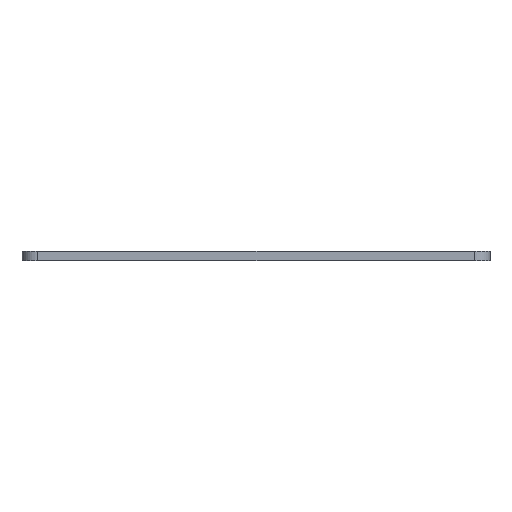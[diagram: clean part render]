
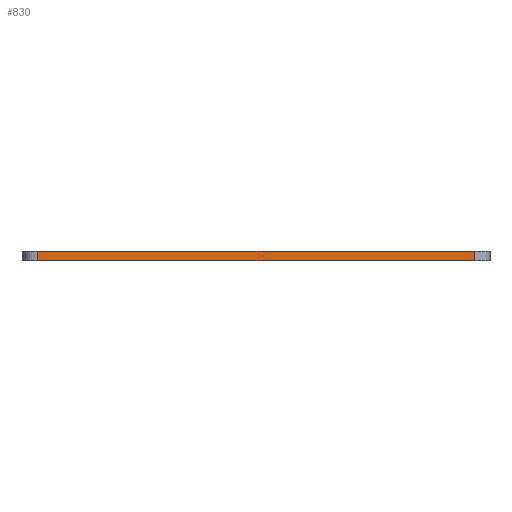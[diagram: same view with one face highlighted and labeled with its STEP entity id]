
A CAD part, left-side view. The second image highlights one B-rep face of the part: STEP entity #830.
In plain terms, the highlighted planar face has unit normal (-1, 0, 0).
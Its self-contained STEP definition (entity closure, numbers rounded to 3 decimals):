
#49=PLANE('',#923);
#86=FACE_OUTER_BOUND('',#127,.T.);
#127=EDGE_LOOP('',(#666,#667,#668,#669));
#214=LINE('',#1378,#285);
#215=LINE('',#1380,#286);
#216=LINE('',#1382,#287);
#217=LINE('',#1383,#288);
#285=VECTOR('',#1138,10.);
#286=VECTOR('',#1139,10.);
#287=VECTOR('',#1140,10.);
#288=VECTOR('',#1141,10.);
#409=VERTEX_POINT('',#1376);
#410=VERTEX_POINT('',#1377);
#411=VERTEX_POINT('',#1379);
#412=VERTEX_POINT('',#1381);
#518=EDGE_CURVE('',#409,#410,#214,.T.);
#519=EDGE_CURVE('',#409,#411,#215,.T.);
#520=EDGE_CURVE('',#412,#411,#216,.T.);
#521=EDGE_CURVE('',#410,#412,#217,.T.);
#666=ORIENTED_EDGE('',*,*,#518,.F.);
#667=ORIENTED_EDGE('',*,*,#519,.T.);
#668=ORIENTED_EDGE('',*,*,#520,.F.);
#669=ORIENTED_EDGE('',*,*,#521,.F.);
#830=ADVANCED_FACE('',(#86),#49,.T.);
#923=AXIS2_PLACEMENT_3D('',#1375,#1136,#1137);
#1136=DIRECTION('center_axis',(-1.,0.,0.));
#1137=DIRECTION('ref_axis',(0.,-1.,0.));
#1138=DIRECTION('',(0.,1.,0.));
#1139=DIRECTION('',(0.,0.,1.));
#1140=DIRECTION('',(0.,-1.,0.));
#1141=DIRECTION('',(0.,0.,1.));
#1375=CARTESIAN_POINT('Origin',(-237.376,28.88,0.));
#1376=CARTESIAN_POINT('',(-237.376,-111.12,0.));
#1377=CARTESIAN_POINT('',(-237.376,28.88,0.));
#1378=CARTESIAN_POINT('',(-237.376,-111.12,0.));
#1379=CARTESIAN_POINT('',(-237.376,-111.12,3.));
#1380=CARTESIAN_POINT('',(-237.376,-111.12,0.));
#1381=CARTESIAN_POINT('',(-237.376,28.88,3.));
#1382=CARTESIAN_POINT('',(-237.376,-111.12,3.));
#1383=CARTESIAN_POINT('',(-237.376,28.88,0.));
